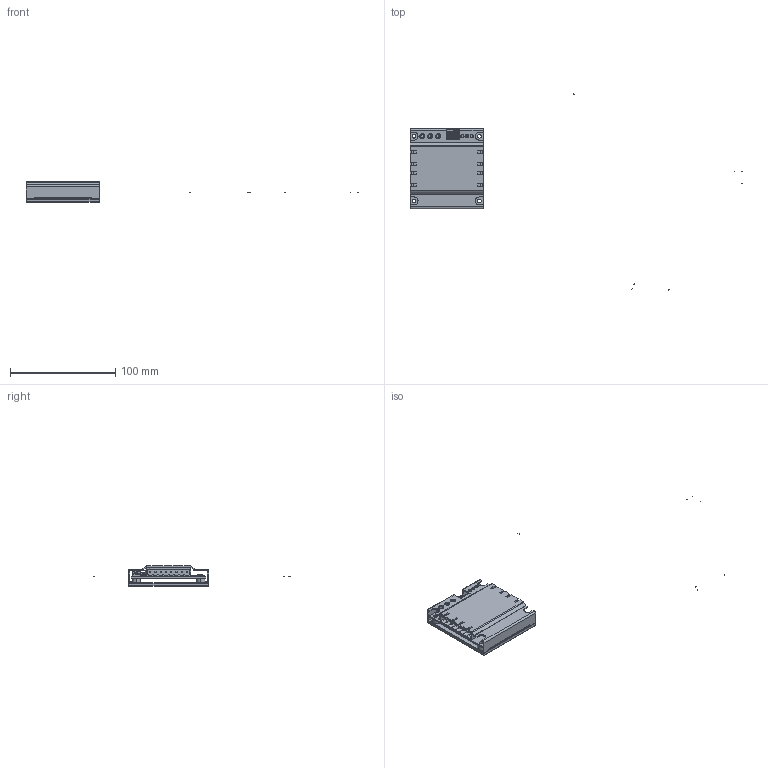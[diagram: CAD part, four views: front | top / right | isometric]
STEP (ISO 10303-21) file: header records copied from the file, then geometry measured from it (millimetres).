
FILE_DESCRIPTION (( 'STEP AP214' ), '1' );
FILE_NAME ('GR214VH-Covered.STEP', '2020-04-17T21:29:12', ( '' ), ( '' ), 'SwSTEP 2.0', 'SolidWorks 2014', '' );
FILE_SCHEMA (( 'AUTOMOTIVE_DESIGN' ));
Length unit declared in the file: inch
Products named in the file (1): GR214VH-Covered
Bounding box: 315.82 x 187.68 x 19.11 mm (x, y, z)
Surface area: 49247.2 mm2 (no closed solid volume)
Topology: 0 solids, 404 shells, 3447 faces, 7746 edges, 5122 vertices
Faces by surface type: plane 3123, cylinder 298, bspline 26
Entity records: 98909 total; most frequent: CARTESIAN_POINT 16920, ORIENTED_EDGE 15458, DIRECTION 15121, EDGE_CURVE 7738, VECTOR 7051, LINE 7051, VERTEX_POINT 5122, AXIS2_PLACEMENT_3D 4035
